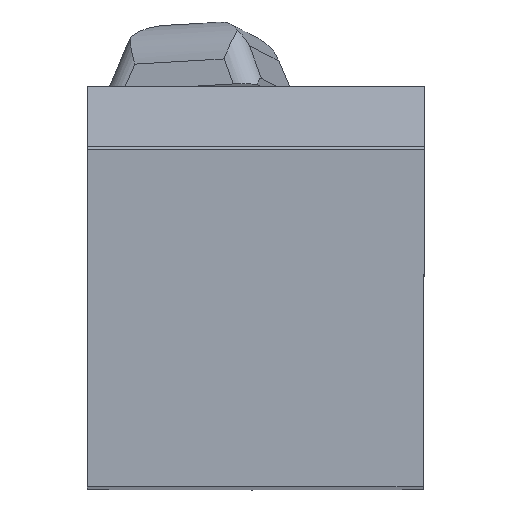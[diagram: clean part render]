
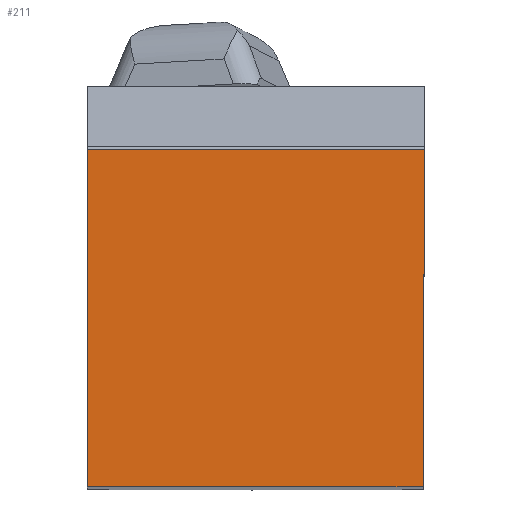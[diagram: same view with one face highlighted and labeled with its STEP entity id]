
A CAD part, top view. The second image highlights one B-rep face of the part: STEP entity #211.
In plain terms, the highlighted planar face has unit normal (0, 0, 1).
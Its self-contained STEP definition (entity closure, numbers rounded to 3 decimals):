
#145=FACE_OUTER_BOUND('',#618,.T.);
#211=ADVANCED_FACE('BLANK_BOXF006',(#145),#270,.F.);
#270=PLANE('',#1475);
#369=LINE('',#2151,#508);
#370=LINE('',#2154,#509);
#371=LINE('',#2156,#510);
#372=LINE('',#2158,#511);
#508=VECTOR('',#1704,1.);
#509=VECTOR('',#1705,1.);
#510=VECTOR('',#1706,1.);
#511=VECTOR('',#1707,1.);
#618=EDGE_LOOP('',(#789,#790,#791,#792));
#789=ORIENTED_EDGE('',*,*,#1238,.F.);
#790=ORIENTED_EDGE('',*,*,#1239,.F.);
#791=ORIENTED_EDGE('',*,*,#1240,.F.);
#792=ORIENTED_EDGE('',*,*,#1241,.F.);
#1097=VERTEX_POINT('',#2152);
#1098=VERTEX_POINT('',#2153);
#1099=VERTEX_POINT('',#2155);
#1100=VERTEX_POINT('',#2157);
#1238=EDGE_CURVE('',#1097,#1098,#369,.T.);
#1239=EDGE_CURVE('',#1099,#1097,#370,.T.);
#1240=EDGE_CURVE('',#1100,#1099,#371,.T.);
#1241=EDGE_CURVE('',#1098,#1100,#372,.T.);
#1475=AXIS2_PLACEMENT_3D('',#2159,#1708,#1709);
#1704=DIRECTION('',(0.,1.,0.));
#1705=DIRECTION('',(-1.,0.,0.));
#1706=DIRECTION('',(-0.004,-1.,0.));
#1707=DIRECTION('',(1.,0.,0.));
#1708=DIRECTION('',(0.,0.,-1.));
#1709=DIRECTION('',(-1.,0.,0.));
#2151=CARTESIAN_POINT('',(-31.85,-186.35,0.));
#2152=CARTESIAN_POINT('',(-31.85,0.,0.));
#2153=CARTESIAN_POINT('',(-31.85,31.85,0.));
#2154=CARTESIAN_POINT('',(186.35,0.,0.));
#2155=CARTESIAN_POINT('',(-0.139,0.,0.));
#2156=CARTESIAN_POINT('',(0.674,186.348,0.));
#2157=CARTESIAN_POINT('',(0.,31.85,0.));
#2158=CARTESIAN_POINT('',(-186.35,31.85,0.));
#2159=CARTESIAN_POINT('',(-36.85,-5.,0.));
